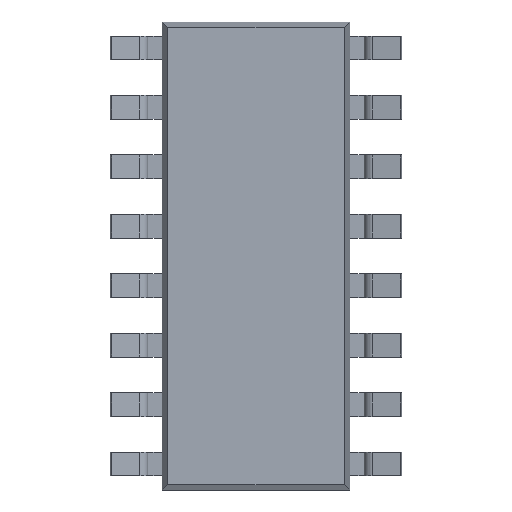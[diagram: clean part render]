
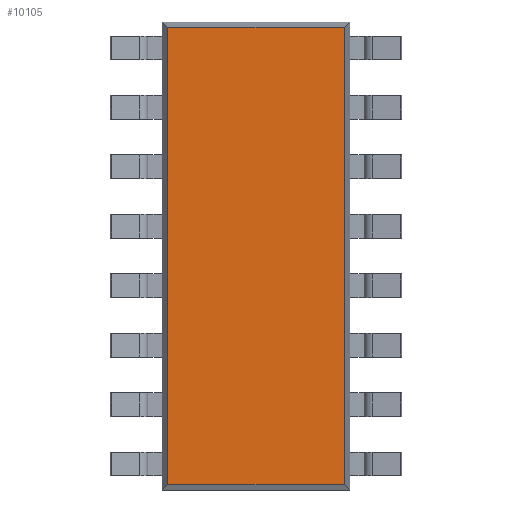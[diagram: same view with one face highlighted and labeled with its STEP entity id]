
A CAD part, front view. The second image highlights one B-rep face of the part: STEP entity #10105.
In plain terms, the highlighted planar face has unit normal (0, -1, 0).
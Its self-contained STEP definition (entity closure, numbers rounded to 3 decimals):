
#813=PLANE('',#10607);
#1386=FACE_OUTER_BOUND('',#2006,.T.);
#2006=EDGE_LOOP('',(#8403,#8404,#8405,#8406));
#2783=LINE('',#16933,#3827);
#2784=LINE('',#16935,#3828);
#2785=LINE('',#16937,#3829);
#2786=LINE('',#16938,#3830);
#3827=VECTOR('',#11762,1000.);
#3828=VECTOR('',#11763,1000.);
#3829=VECTOR('',#11764,1000.);
#3830=VECTOR('',#11765,1000.);
#5095=VERTEX_POINT('',#16931);
#5096=VERTEX_POINT('',#16932);
#5097=VERTEX_POINT('',#16934);
#5098=VERTEX_POINT('',#16936);
#6199=EDGE_CURVE('',#5095,#5096,#2783,.T.);
#6200=EDGE_CURVE('',#5097,#5096,#2784,.T.);
#6201=EDGE_CURVE('',#5098,#5097,#2785,.T.);
#6202=EDGE_CURVE('',#5098,#5095,#2786,.T.);
#8403=ORIENTED_EDGE('',*,*,#6199,.T.);
#8404=ORIENTED_EDGE('',*,*,#6200,.F.);
#8405=ORIENTED_EDGE('',*,*,#6201,.F.);
#8406=ORIENTED_EDGE('',*,*,#6202,.T.);
#10105=ADVANCED_FACE('',(#1386),#813,.F.);
#10607=AXIS2_PLACEMENT_3D('',#16930,#11760,#11761);
#11760=DIRECTION('center_axis',(0.,1.,0.));
#11761=DIRECTION('ref_axis',(0.,0.,1.));
#11762=DIRECTION('',(1.,0.,0.));
#11763=DIRECTION('',(0.,0.,-1.));
#11764=DIRECTION('',(1.,0.,0.));
#11765=DIRECTION('',(0.,0.,-1.));
#16930=CARTESIAN_POINT('Origin',(-2.,-0.75,5.));
#16931=CARTESIAN_POINT('',(-1.885,-0.75,-4.885));
#16932=CARTESIAN_POINT('',(1.885,-0.75,-4.885));
#16933=CARTESIAN_POINT('',(-2.,-0.75,-4.885));
#16934=CARTESIAN_POINT('',(1.885,-0.75,4.885));
#16935=CARTESIAN_POINT('',(1.885,-0.75,5.));
#16936=CARTESIAN_POINT('',(-1.885,-0.75,4.885));
#16937=CARTESIAN_POINT('',(-2.,-0.75,4.885));
#16938=CARTESIAN_POINT('',(-1.885,-0.75,5.));
